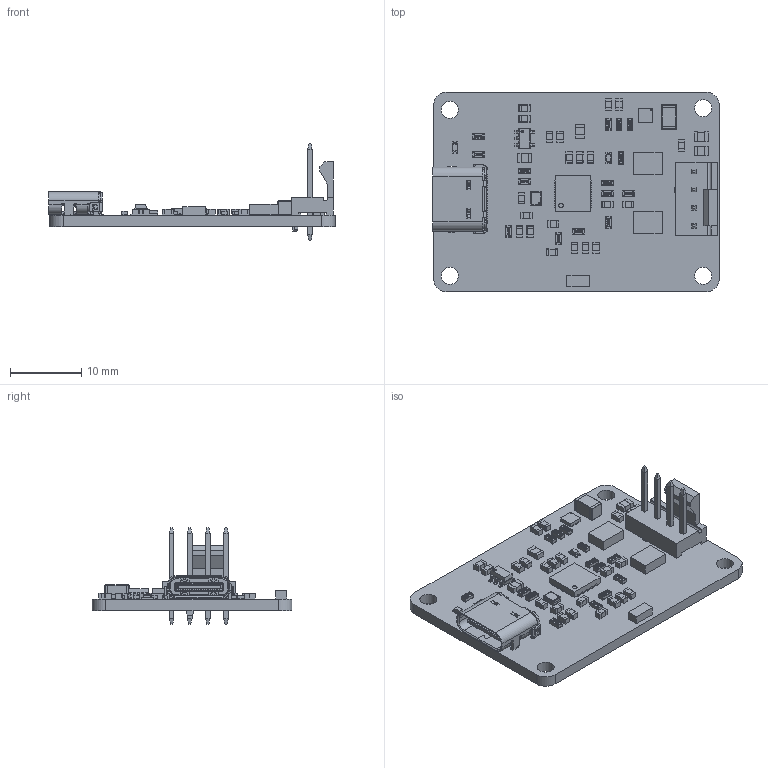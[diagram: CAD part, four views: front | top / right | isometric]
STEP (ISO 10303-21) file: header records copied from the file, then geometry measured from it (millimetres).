
FILE_DESCRIPTION(('Open CASCADE Model'),'2;1');
FILE_NAME('Open CASCADE Shape Model','2024-03-12T09:42:47',('Author'),( 'Open CASCADE'),'Open CASCADE STEP processor 7.5','Open CASCADE 7.5' ,'Unknown');
FILE_SCHEMA(('AUTOMOTIVE_DESIGN { 1 0 10303 214 1 1 1 1 }'));
Length unit declared in the file: millimetre
Products named in the file (88): PCB; Board; Open CASCADE STEP translator 7.5 22.1.1; C25; SW3DPS-CAPACITOR 0805-DEFAULT; C3; R4; User Library-RES_1609-0603; R12; D2; User Library-LED_0603_WS; User Library-LED_0603_WS_Pocket002; User Library-LED_0603_WS_Pad004; User Library-LED_0603_WS_Fillet; User Library-LED_0603_WS_Pocket001; User Library-LED_0603_WS_Pad; R16; P3; 470531000; Open CASCADE STEP translator 7.5 22.8.1.1; Open CASCADE STEP translator 7.5 22.8.1.2; C23; User Library-CAPC1608X09; C22; C11; R6; R13; D3; R5; X1; User Library-NT2016SA-END4910A-48MHZ Crystal (NDK); U2; 11177113264; Open CASCADE STEP translator 6.8 2.1; Body; Open CASCADE STEP translator 6.8 2.2.1; Thermal_Shape; Pin_Shape; Open CASCADE STEP translator 6.8 2.4.1; SW1 ...
Assembly tree (157 placements, depth 5):
  PCB
    Board
      Open CASCADE STEP translator 7.5 22.1.1
    C25
      SW3DPS-CAPACITOR 0805-DEFAULT
    C3
      SW3DPS-CAPACITOR 0805-DEFAULT
    R4
      User Library-RES_1609-0603
    R12
      User Library-RES_1609-0603
    D2
      User Library-LED_0603_WS
        User Library-LED_0603_WS_Pocket002
        User Library-LED_0603_WS_Pad004
        User Library-LED_0603_WS_Fillet
        User Library-LED_0603_WS_Pocket001
        User Library-LED_0603_WS_Pad
    R16
      User Library-RES_1609-0603
    P3
      470531000
        Open CASCADE STEP translator 7.5 22.8.1.1
        Open CASCADE STEP translator 7.5 22.8.1.2
    C23
      User Library-CAPC1608X09
    C22
      User Library-CAPC1608X09
    C11
      User Library-CAPC1608X09
    R6
      User Library-RES_1609-0603
    R13
      User Library-RES_1609-0603
    D3
      User Library-LED_0603_WS
        User Library-LED_0603_WS_Pocket002
        User Library-LED_0603_WS_Pad004
        User Library-LED_0603_WS_Fillet
        User Library-LED_0603_WS_Pocket001
        User Library-LED_0603_WS_Pad
    R5
      User Library-RES_1609-0603
    X1
      User Library-NT2016SA-END4910A-48MHZ Crystal (NDK)
    U2
      11177113264
        Open CASCADE STEP translator 6.8 2.1
        Body
          Open CASCADE STEP translator 6.8 2.2.1
        Thermal_Shape
        Pin_Shape  x32
          Open CASCADE STEP translator 6.8 2.4.1
    SW1
      5783772400
        Extruded
    SW2
      5783772400
        Extruded
    R14
Bounding box: 40.13 x 28 x 13.5 mm (x, y, z)
Volume: 2161.7 mm3; surface area: 4142.8 mm2
Topology: 191 solids, 200 shells, 4489 faces, 10947 edges, 6852 vertices
Faces by surface type: plane 2851, cylinder 810, bspline 791, cone 27, sphere 10
Full cylindrical faces by diameter (mm): 0.625 x1, 0.65 x2, 1.1 x4, 1.3 x1, 2.4 x4
Entity records: 59016 total; most frequent: CARTESIAN_POINT 12543, DIRECTION 8869, ORIENTED_EDGE 8847, EDGE_CURVE 4426, LINE 3461, VECTOR 3461, VERTEX_POINT 2854, AXIS2_PLACEMENT_3D 2704
